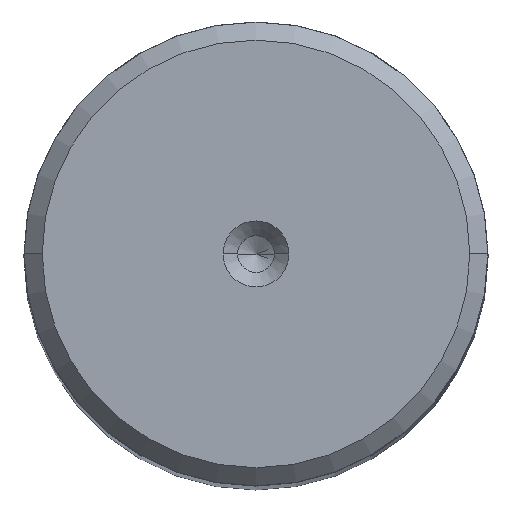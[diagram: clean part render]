
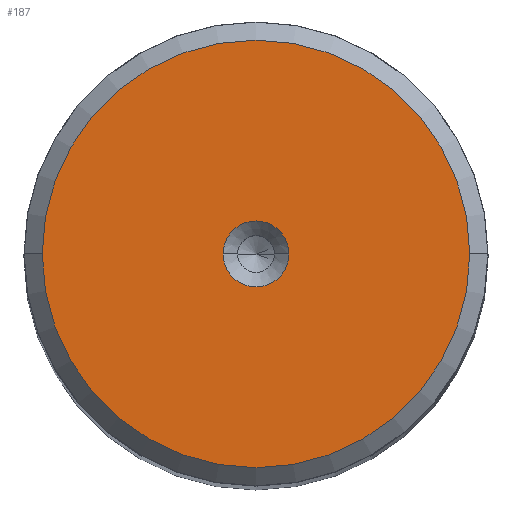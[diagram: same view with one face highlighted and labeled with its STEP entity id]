
A CAD part, top view. The second image highlights one B-rep face of the part: STEP entity #187.
In plain terms, the highlighted planar face has unit normal (0, 0, 1).
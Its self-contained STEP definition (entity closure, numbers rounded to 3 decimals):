
#15 = FACE_BOUND ( 'NONE', #1632, .T. ) ;
#38 = DIRECTION ( 'NONE',  ( 1., 0., 0. ) ) ;
#65 = EDGE_CURVE ( 'NONE', #795, #2872, #580, .T. ) ;
#187 = ADVANCED_FACE ( 'NONE', ( #15, #2470 ), #1328, .T. ) ;
#190 = DIRECTION ( 'NONE',  ( 0., 0., 1. ) ) ;
#293 = DIRECTION ( 'NONE',  ( 1., 0., 0. ) ) ;
#357 = EDGE_LOOP ( 'NONE', ( #1151, #1396 ) ) ;
#364 = CARTESIAN_POINT ( 'NONE',  ( 0., 0., 190. ) ) ;
#479 = AXIS2_PLACEMENT_3D ( 'NONE', #1394, #2060, #38 ) ;
#525 = EDGE_CURVE ( 'NONE', #946, #1083, #1652, .T. ) ;
#580 = CIRCLE ( 'NONE', #479, 2.7 ) ;
#586 = DIRECTION ( 'NONE',  ( 1., 0., 0. ) ) ;
#675 = CARTESIAN_POINT ( 'NONE',  ( 2.7, 0., 190. ) ) ;
#676 = ORIENTED_EDGE ( 'NONE', *, *, #2786, .F. ) ;
#688 = DIRECTION ( 'NONE',  ( 0., 0., 1. ) ) ;
#696 = DIRECTION ( 'NONE',  ( 1., 0., 0. ) ) ;
#795 = VERTEX_POINT ( 'NONE', #1062 ) ;
#899 = CARTESIAN_POINT ( 'NONE',  ( 0., 0., 190. ) ) ;
#946 = VERTEX_POINT ( 'NONE', #2677 ) ;
#1010 = CIRCLE ( 'NONE', #2472, 17.514 ) ;
#1062 = CARTESIAN_POINT ( 'NONE',  ( -2.7, 0., 190. ) ) ;
#1083 = VERTEX_POINT ( 'NONE', #1674 ) ;
#1151 = ORIENTED_EDGE ( 'NONE', *, *, #2324, .T. ) ;
#1310 = DIRECTION ( 'NONE',  ( 1., 0., 0. ) ) ;
#1328 = PLANE ( 'NONE',  #2079 ) ;
#1394 = CARTESIAN_POINT ( 'NONE',  ( 0., 0., 190. ) ) ;
#1396 = ORIENTED_EDGE ( 'NONE', *, *, #525, .T. ) ;
#1428 = CIRCLE ( 'NONE', #2770, 2.7 ) ;
#1527 = AXIS2_PLACEMENT_3D ( 'NONE', #899, #688, #696 ) ;
#1548 = CARTESIAN_POINT ( 'NONE',  ( 0., 0., 190. ) ) ;
#1632 = EDGE_LOOP ( 'NONE', ( #676, #2403 ) ) ;
#1652 = CIRCLE ( 'NONE', #1527, 17.514 ) ;
#1674 = CARTESIAN_POINT ( 'NONE',  ( -17.514, 0., 190. ) ) ;
#2060 = DIRECTION ( 'NONE',  ( 0., 0., 1. ) ) ;
#2079 = AXIS2_PLACEMENT_3D ( 'NONE', #1548, #190, #1310 ) ;
#2324 = EDGE_CURVE ( 'NONE', #1083, #946, #1010, .T. ) ;
#2403 = ORIENTED_EDGE ( 'NONE', *, *, #65, .F. ) ;
#2470 = FACE_OUTER_BOUND ( 'NONE', #357, .T. ) ;
#2472 = AXIS2_PLACEMENT_3D ( 'NONE', #2765, #2746, #293 ) ;
#2604 = DIRECTION ( 'NONE',  ( 0., 0., 1. ) ) ;
#2677 = CARTESIAN_POINT ( 'NONE',  ( 17.514, 0., 190. ) ) ;
#2746 = DIRECTION ( 'NONE',  ( 0., 0., 1. ) ) ;
#2765 = CARTESIAN_POINT ( 'NONE',  ( 0., 0., 190. ) ) ;
#2770 = AXIS2_PLACEMENT_3D ( 'NONE', #364, #2604, #586 ) ;
#2786 = EDGE_CURVE ( 'NONE', #2872, #795, #1428, .T. ) ;
#2872 = VERTEX_POINT ( 'NONE', #675 ) ;
